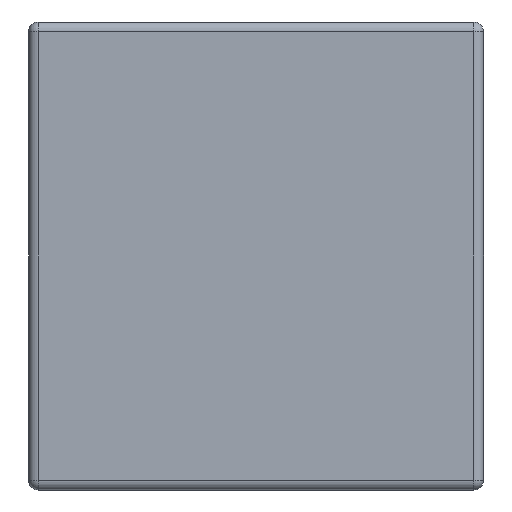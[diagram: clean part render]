
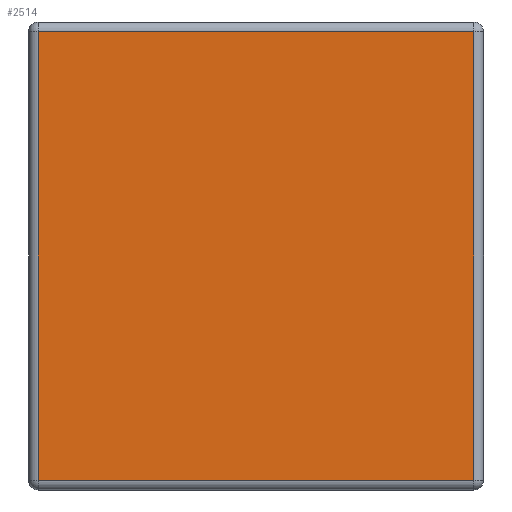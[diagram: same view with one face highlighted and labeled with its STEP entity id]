
A CAD part, left-side view. The second image highlights one B-rep face of the part: STEP entity #2514.
In plain terms, the highlighted planar face has unit normal (-1, 0, 0).
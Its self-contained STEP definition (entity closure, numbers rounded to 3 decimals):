
#95 = VERTEX_POINT ( 'NONE', #141 ) ;
#141 = CARTESIAN_POINT ( 'NONE',  ( 0., 0.037, -0.037 ) ) ;
#413 = CARTESIAN_POINT ( 'NONE',  ( 0., 1.713, -1.8 ) ) ;
#615 = EDGE_CURVE ( 'NONE', #95, #2827, #4339, .T. ) ;
#740 = VECTOR ( 'NONE', #4251, 1000. ) ;
#1216 = ORIENTED_EDGE ( 'NONE', *, *, #2246, .T. ) ;
#1378 = FACE_OUTER_BOUND ( 'NONE', #4453, .T. ) ;
#1389 = AXIS2_PLACEMENT_3D ( 'NONE', #3120, #3895, #1734 ) ;
#1396 = VERTEX_POINT ( 'NONE', #4238 ) ;
#1504 = CARTESIAN_POINT ( 'NONE',  ( 0., 1.713, -0.037 ) ) ;
#1509 = ORIENTED_EDGE ( 'NONE', *, *, #4364, .T. ) ;
#1564 = VECTOR ( 'NONE', #4099, 1000. ) ;
#1602 = CARTESIAN_POINT ( 'NONE',  ( 0., 1.75, -0.037 ) ) ;
#1639 = VECTOR ( 'NONE', #3361, 1000. ) ;
#1687 = CARTESIAN_POINT ( 'NONE',  ( 0., 0.037, 0. ) ) ;
#1720 = LINE ( 'NONE', #3556, #740 ) ;
#1734 = DIRECTION ( 'NONE',  ( 0., 0., 1. ) ) ;
#2173 = CARTESIAN_POINT ( 'NONE',  ( 0., 0.037, -1.763 ) ) ;
#2246 = EDGE_CURVE ( 'NONE', #1396, #3106, #1720, .T. ) ;
#2433 = PLANE ( 'NONE',  #1389 ) ;
#2447 = DIRECTION ( 'NONE',  ( 0., 0., 1. ) ) ;
#2514 = ADVANCED_FACE ( 'NONE', ( #1378 ), #2433, .T. ) ;
#2827 = VERTEX_POINT ( 'NONE', #1504 ) ;
#2856 = ORIENTED_EDGE ( 'NONE', *, *, #2907, .T. ) ;
#2907 = EDGE_CURVE ( 'NONE', #3106, #95, #4473, .T. ) ;
#3106 = VERTEX_POINT ( 'NONE', #2173 ) ;
#3120 = CARTESIAN_POINT ( 'NONE',  ( 0., 0., 0. ) ) ;
#3136 = VECTOR ( 'NONE', #2447, 1000. ) ;
#3329 = LINE ( 'NONE', #413, #1639 ) ;
#3361 = DIRECTION ( 'NONE',  ( 0., 0., -1. ) ) ;
#3441 = ORIENTED_EDGE ( 'NONE', *, *, #615, .T. ) ;
#3556 = CARTESIAN_POINT ( 'NONE',  ( 0., 0., -1.763 ) ) ;
#3895 = DIRECTION ( 'NONE',  ( -1., 0., 0. ) ) ;
#4099 = DIRECTION ( 'NONE',  ( 0., 1., 0. ) ) ;
#4238 = CARTESIAN_POINT ( 'NONE',  ( 0., 1.713, -1.763 ) ) ;
#4251 = DIRECTION ( 'NONE',  ( 0., -1., 0. ) ) ;
#4339 = LINE ( 'NONE', #1602, #1564 ) ;
#4364 = EDGE_CURVE ( 'NONE', #2827, #1396, #3329, .T. ) ;
#4453 = EDGE_LOOP ( 'NONE', ( #1216, #2856, #3441, #1509 ) ) ;
#4473 = LINE ( 'NONE', #1687, #3136 ) ;
